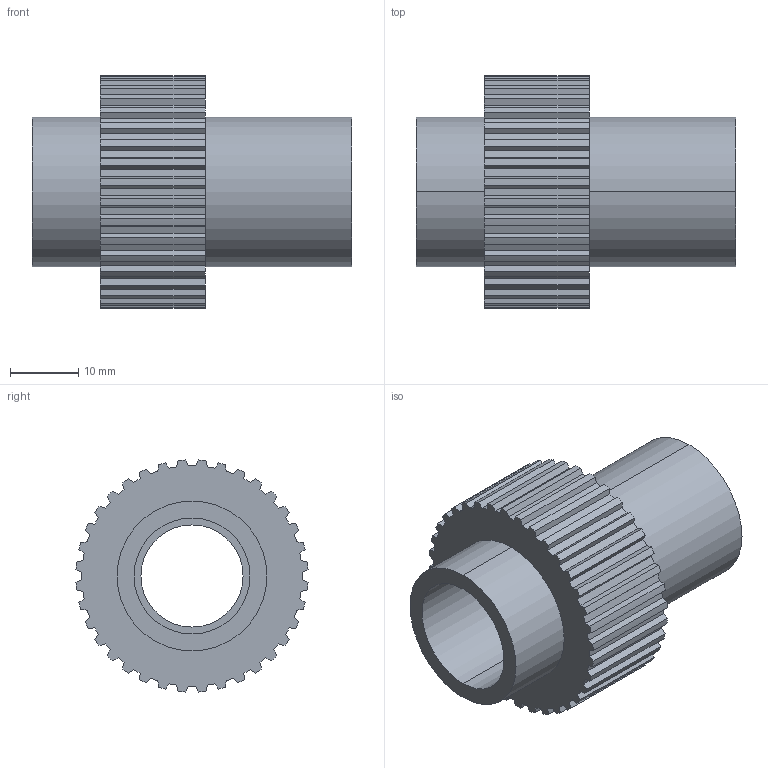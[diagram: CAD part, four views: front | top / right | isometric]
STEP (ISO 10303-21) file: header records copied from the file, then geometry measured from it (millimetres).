
FILE_DESCRIPTION (( 'STEP AP203' ), '1' );
FILE_NAME ('fourreau de poignet_Défaut_sldprt.STEP', '2017-12-12T20:33:31', ( '' ), ( '' ), 'SwSTEP 2.0', 'SolidWorks 2016', '' );
FILE_SCHEMA (( 'CONFIG_CONTROL_DESIGN' ));
Length unit declared in the file: millimetre
Products named in the file (1): fourreau de poignet_Défaut_sldprt
Bounding box: 46.9 x 34.05 x 34.05 mm (x, y, z)
Volume: 15657.6 mm3; surface area: 8189 mm2
Topology: 1 solids, 1 shells, 160 faces, 462 edges, 308 vertices
Faces by surface type: plane 114, cylinder 46
Entity records: 5319 total; most frequent: CARTESIAN_POINT 931, ORIENTED_EDGE 924, DIRECTION 876, EDGE_CURVE 462, LINE 370, VECTOR 370, VERTEX_POINT 308, AXIS2_PLACEMENT_3D 253
